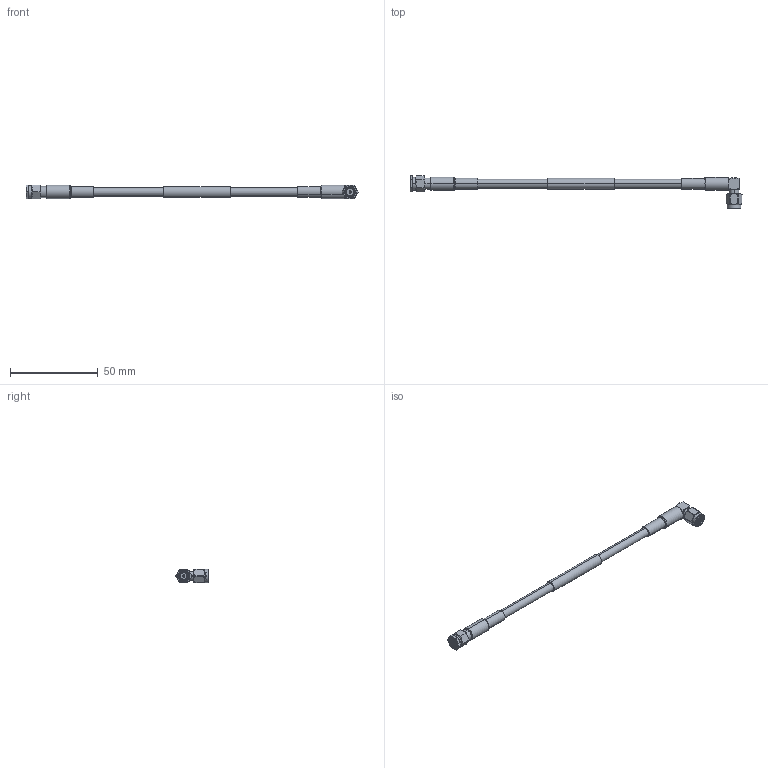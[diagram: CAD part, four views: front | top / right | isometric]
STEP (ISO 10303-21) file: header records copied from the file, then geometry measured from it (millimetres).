
FILE_DESCRIPTION (( 'STEP AP214' ), '1' );
FILE_NAME ('FMHR0120_3D.step', '2024-07-11T16:36:22', ( '' ), ( '' ), 'SwSTEP 2.0', 'SolidWorks 2022', '' );
FILE_SCHEMA (( 'AUTOMOTIVE_DESIGN' ));
Length unit declared in the file: inch
Products named in the file (7): Copy of M39012-55-3029-00795^FMHR0120; Copy of PE-Z202^FMHR0120; Copy of PE-Z201^FMHR0120; Coax^FMHR0120; Copy of M39012-56-3129-95077^FMHR0120; FMHR0120_3D; Copy of PE3M0120-XXX^FMHR0120
Assembly tree (6 placements, depth 2):
  FMHR0120_3D
    Coax^FMHR0120
    Copy of M39012-55-3029-00795^FMHR0120
    Copy of M39012-56-3129-95077^FMHR0120
    Copy of PE-Z201^FMHR0120
    Copy of PE-Z202^FMHR0120
    Copy of PE3M0120-XXX^FMHR0120
Bounding box: 188.88 x 18.55 x 7.94 mm (x, y, z)
Volume: 5451.9 mm3; surface area: 8515.3 mm2
Topology: 7 solids, 7 shells, 271 faces, 608 edges, 387 vertices
Faces by surface type: cylinder 134, plane 69, cone 51, bspline 9, torus 8
Entity records: 12039 total; most frequent: CARTESIAN_POINT 5616, DIRECTION 1273, ORIENTED_EDGE 1212, EDGE_CURVE 606, AXIS2_PLACEMENT_3D 537, VERTEX_POINT 387, EDGE_LOOP 323, ADVANCED_FACE 271
